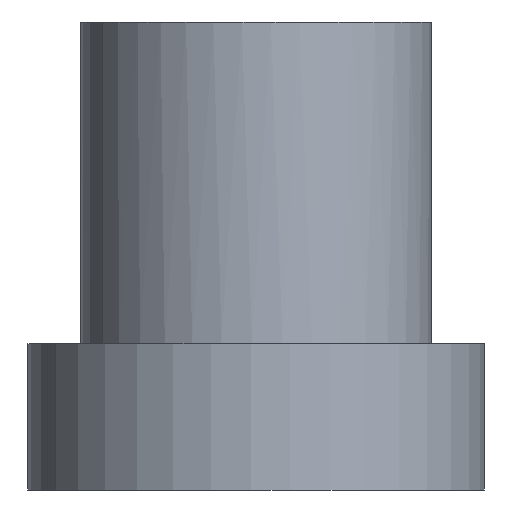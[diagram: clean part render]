
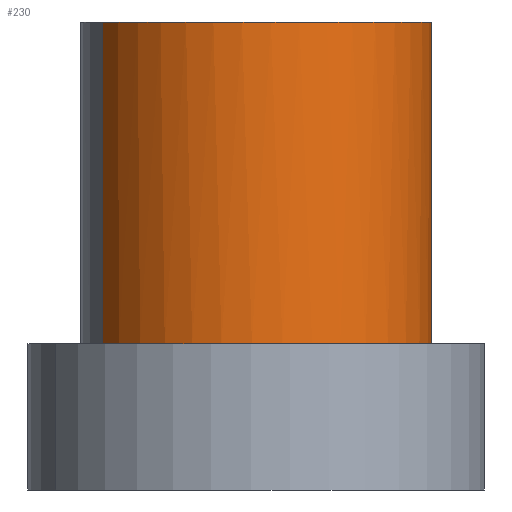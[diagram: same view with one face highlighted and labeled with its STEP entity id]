
A CAD part, left-side view. The second image highlights one B-rep face of the part: STEP entity #230.
In plain terms, the highlighted cylindrical face has radius 3 mm (diameter 6 mm), a partial arc.
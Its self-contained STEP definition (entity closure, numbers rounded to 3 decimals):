
#170=CARTESIAN_POINT('Vertex',(-1.438,2.633,8.)) ;
#173=CARTESIAN_POINT('Axis2P3D Location',(0.,0.,8.)) ;
#177=CARTESIAN_POINT('Vertex',(0.,-3.,8.)) ;
#191=CARTESIAN_POINT('Axis2P3D Location',(0.,0.,4.)) ;
#196=CARTESIAN_POINT('Line Origine',(-1.438,2.633,5.25)) ;
#200=CARTESIAN_POINT('Vertex',(-1.438,2.633,2.5)) ;
#203=CARTESIAN_POINT('Axis2P3D Location',(0.,0.,2.5)) ;
#207=CARTESIAN_POINT('Vertex',(1.438,-2.633,2.5)) ;
#210=CARTESIAN_POINT('Line Origine',(1.438,-2.633,5.25)) ;
#214=CARTESIAN_POINT('Vertex',(1.438,-2.633,6.562)) ;
#218=CARTESIAN_POINT('Control Point',(1.438,-2.633,6.562)) ;
#219=CARTESIAN_POINT('Control Point',(0.981,-2.882,7.019)) ;
#220=CARTESIAN_POINT('Control Point',(0.49,-3.,7.51)) ;
#221=CARTESIAN_POINT('Control Point',(0.,-3.,8.)) ;
#174=DIRECTION('Axis2P3D Direction',(0.,0.,1.)) ;
#192=DIRECTION('Axis2P3D Direction',(0.,0.,1.)) ;
#193=DIRECTION('Axis2P3D XDirection',(0.479,-0.878,0.)) ;
#197=DIRECTION('Vector Direction',(0.,0.,1.)) ;
#204=DIRECTION('Axis2P3D Direction',(0.,0.,1.)) ;
#211=DIRECTION('Vector Direction',(0.,0.,1.)) ;
#175=AXIS2_PLACEMENT_3D('Circle Axis2P3D',#173,#174,$) ;
#194=AXIS2_PLACEMENT_3D('Cylinder Axis2P3D',#191,#192,#193) ;
#205=AXIS2_PLACEMENT_3D('Circle Axis2P3D',#203,#204,$) ;
#224=ORIENTED_EDGE('',*,*,#179,.F.) ;
#225=ORIENTED_EDGE('',*,*,#202,.T.) ;
#226=ORIENTED_EDGE('',*,*,#209,.T.) ;
#227=ORIENTED_EDGE('',*,*,#216,.F.) ;
#228=ORIENTED_EDGE('',*,*,#222,.T.) ;
#198=VECTOR('Line Direction',#197,1.) ;
#212=VECTOR('Line Direction',#211,1.) ;
#230=ADVANCED_FACE('Corps principal',(#229),#195,.T.) ;
#217=B_SPLINE_CURVE_WITH_KNOTS('',3,(#218,#219,#220,#221),.UNSPECIFIED.,.F.,.U.,(4,4),(0.,2.939),.UNSPECIFIED.) ;
#176=CIRCLE('generated circle',#175,3.) ;
#206=CIRCLE('generated circle',#205,3.) ;
#195=CYLINDRICAL_SURFACE('generated cylinder',#194,3.) ;
#179=EDGE_CURVE('',#171,#178,#176,.T.) ;
#202=EDGE_CURVE('',#171,#201,#199,.F.) ;
#209=EDGE_CURVE('',#201,#208,#206,.T.) ;
#216=EDGE_CURVE('',#215,#208,#213,.F.) ;
#222=EDGE_CURVE('',#215,#178,#217,.T.) ;
#223=EDGE_LOOP('',(#224,#225,#226,#227,#228)) ;
#229=FACE_OUTER_BOUND('',#223,.T.) ;
#199=LINE('Line',#196,#198) ;
#213=LINE('Line',#210,#212) ;
#171=VERTEX_POINT('',#170) ;
#178=VERTEX_POINT('',#177) ;
#201=VERTEX_POINT('',#200) ;
#208=VERTEX_POINT('',#207) ;
#215=VERTEX_POINT('',#214) ;
